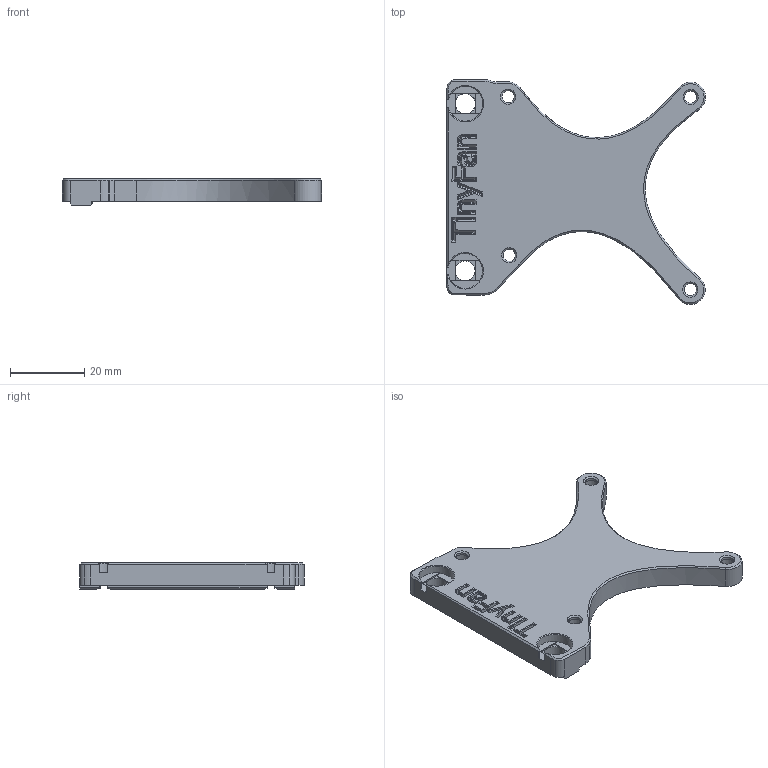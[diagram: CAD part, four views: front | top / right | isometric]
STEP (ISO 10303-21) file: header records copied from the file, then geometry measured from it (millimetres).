
FILE_DESCRIPTION(/* description */ (''),/* implementation_level */ '2;1');
FILE_NAME(/* name */ 'TinyFan_Extrusion_2pc_270_A.stp',/* time_stamp */ '2022-09-18T19:26:05+02:00',/* author */ ('Rama'),/* organization */ (''),/* preprocessor_version */ 'ST-DEVELOPER v19.2',/* originating_system */ 'Autodesk Inventor 2023',/* authorisation */ '');
FILE_SCHEMA (('AUTOMOTIVE_DESIGN { 1 0 10303 214 3 1 1 }'));
Length unit declared in the file: millimetre
Products named in the file (1): Bauteil1
Bounding box: 69.72 x 60.52 x 7 mm (x, y, z)
Volume: 14182.8 mm3; surface area: 7433.2 mm2
Topology: 1 solids, 1 shells, 380 faces, 912 edges, 542 vertices
Faces by surface type: plane 248, bspline 84, cylinder 25, cone 23
Full cylindrical faces by diameter (mm): 3.3 x4, 4.7 x4, 5.4 x2
Entity records: 13893 total; most frequent: CARTESIAN_POINT 5625, ORIENTED_EDGE 1824, DIRECTION 1441, EDGE_CURVE 912, LINE 651, VECTOR 651, VERTEX_POINT 542, EDGE_LOOP 400
